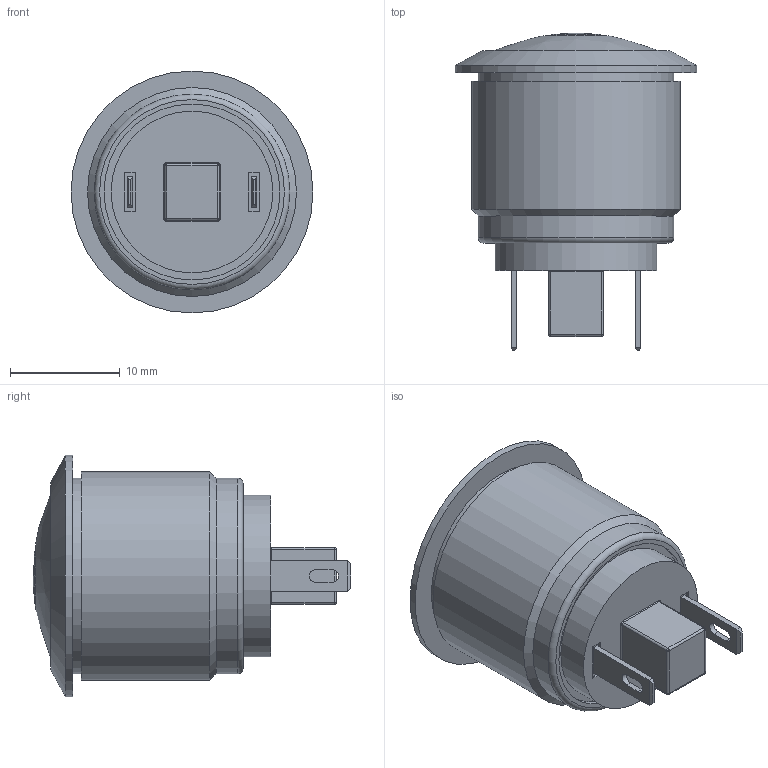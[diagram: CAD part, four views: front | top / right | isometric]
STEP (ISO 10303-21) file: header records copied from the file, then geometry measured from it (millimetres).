
FILE_DESCRIPTION(/* description */ (''),/* implementation_level */ '2;1');
FILE_NAME(/* name */ 'PV1S240xx-M01.stp',/* time_stamp */ '2025-05-28T13:10:51-05:00',/* author */ ('mroman'),/* organization */ (''),/* preprocessor_version */ 'ST-DEVELOPER v18.1',/* originating_system */ 'Autodesk Inventor 2022',/* authorisation */ '');
FILE_SCHEMA (('AUTOMOTIVE_DESIGN { 1 0 10303 214 3 1 1 }'));
Length unit declared in the file: centimetre
Products named in the file (1): PV1S240xx-M01
Bounding box: 22 x 28.89 x 22 mm (x, y, z)
Volume: 3358.7 mm3; surface area: 3113.4 mm2
Topology: 1 solids, 2 shells, 90 faces, 198 edges, 120 vertices
Faces by surface type: plane 51, cylinder 25, sphere 7, torus 5, cone 2
Full cylindrical faces by diameter (mm): 14.7 x1, 14.9 x1, 16 x1, 17.8 x2, 19 x1, 22 x1
Entity records: 2468 total; most frequent: DIRECTION 449, CARTESIAN_POINT 405, ORIENTED_EDGE 388, EDGE_CURVE 194, AXIS2_PLACEMENT_3D 164, LINE 121, VECTOR 121, VERTEX_POINT 120
